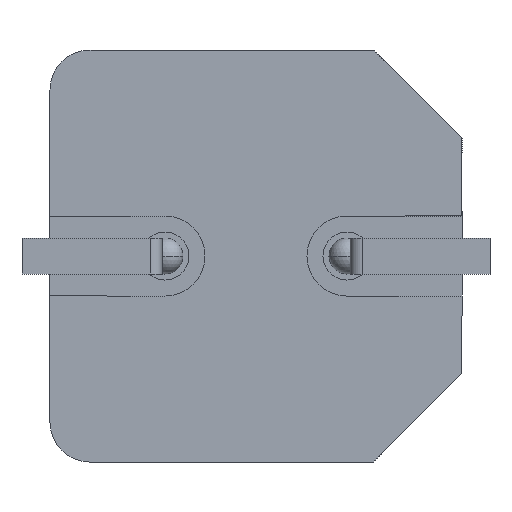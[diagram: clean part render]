
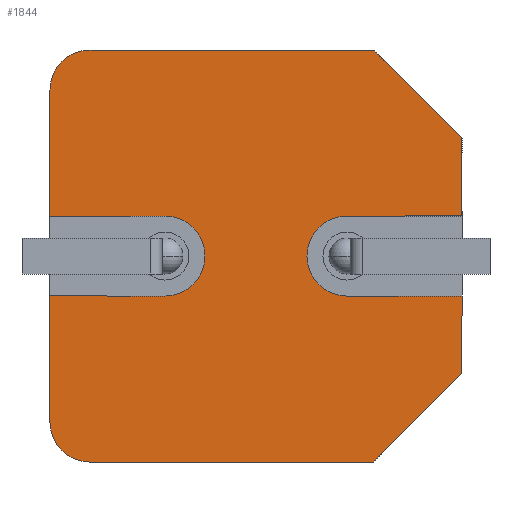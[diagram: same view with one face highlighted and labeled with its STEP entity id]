
A CAD part, front view. The second image highlights one B-rep face of the part: STEP entity #1844.
In plain terms, the highlighted planar face has unit normal (0, -1, 0).
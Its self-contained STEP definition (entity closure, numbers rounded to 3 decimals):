
#6 = CARTESIAN_POINT ( 'NONE',  ( -4.15, 0., -5.15 ) ) ;
#10 = CARTESIAN_POINT ( 'NONE',  ( -5.15, 0., -5.15 ) ) ;
#86 = AXIS2_PLACEMENT_3D ( 'NONE', #991, #1916, #2263 ) ;
#110 = VECTOR ( 'NONE', #2174, 1000. ) ;
#114 = CARTESIAN_POINT ( 'NONE',  ( 4.05, 0., 4.05 ) ) ;
#126 = VERTEX_POINT ( 'NONE', #1229 ) ;
#137 = CARTESIAN_POINT ( 'NONE',  ( -2.275, 0., 1. ) ) ;
#143 = VECTOR ( 'NONE', #2319, 1000. ) ;
#156 = VERTEX_POINT ( 'NONE', #1264 ) ;
#157 = ORIENTED_EDGE ( 'NONE', *, *, #281, .F. ) ;
#200 = EDGE_CURVE ( 'NONE', #156, #2078, #1557, .T. ) ;
#223 = DIRECTION ( 'NONE',  ( -1., 0., 0. ) ) ;
#239 = VERTEX_POINT ( 'NONE', #1133 ) ;
#240 = ORIENTED_EDGE ( 'NONE', *, *, #1988, .T. ) ;
#259 = LINE ( 'NONE', #114, #1468 ) ;
#281 = EDGE_CURVE ( 'NONE', #1361, #1626, #1180, .T. ) ;
#288 = ORIENTED_EDGE ( 'NONE', *, *, #1449, .T. ) ;
#317 = DIRECTION ( 'NONE',  ( -0.707, 0., 0.707 ) ) ;
#319 = DIRECTION ( 'NONE',  ( 0., 0., -1. ) ) ;
#371 = CARTESIAN_POINT ( 'NONE',  ( 4.05, 0., -4.05 ) ) ;
#382 = DIRECTION ( 'NONE',  ( -1., 0., 0. ) ) ;
#383 = VERTEX_POINT ( 'NONE', #980 ) ;
#393 = EDGE_CURVE ( 'NONE', #1367, #2078, #1358, .T. ) ;
#408 = LINE ( 'NONE', #1105, #2088 ) ;
#419 = VERTEX_POINT ( 'NONE', #800 ) ;
#440 = ORIENTED_EDGE ( 'NONE', *, *, #1420, .T. ) ;
#474 = EDGE_CURVE ( 'NONE', #126, #239, #1177, .T. ) ;
#482 = PLANE ( 'NONE',  #2270 ) ;
#489 = ORIENTED_EDGE ( 'NONE', *, *, #1415, .F. ) ;
#493 = VECTOR ( 'NONE', #2162, 1000. ) ;
#515 = VERTEX_POINT ( 'NONE', #998 ) ;
#555 = CIRCLE ( 'NONE', #1338, 1. ) ;
#657 = CARTESIAN_POINT ( 'NONE',  ( -5.15, 0., 1. ) ) ;
#683 = ORIENTED_EDGE ( 'NONE', *, *, #1377, .T. ) ;
#707 = EDGE_CURVE ( 'NONE', #515, #1207, #259, .T. ) ;
#715 = CARTESIAN_POINT ( 'NONE',  ( 2.275, 0., 0. ) ) ;
#743 = DIRECTION ( 'NONE',  ( 1., 0., 0. ) ) ;
#800 = CARTESIAN_POINT ( 'NONE',  ( 2.275, 0., 1. ) ) ;
#859 = DIRECTION ( 'NONE',  ( 0., -1., 0. ) ) ;
#867 = CARTESIAN_POINT ( 'NONE',  ( 5.15, 0., 1. ) ) ;
#877 = CARTESIAN_POINT ( 'NONE',  ( -5.15, 0., 4.15 ) ) ;
#908 = CARTESIAN_POINT ( 'NONE',  ( -5.15, 0., -4.15 ) ) ;
#940 = ORIENTED_EDGE ( 'NONE', *, *, #474, .F. ) ;
#980 = CARTESIAN_POINT ( 'NONE',  ( 5.15, 0., 1. ) ) ;
#987 = ORIENTED_EDGE ( 'NONE', *, *, #1225, .F. ) ;
#991 = CARTESIAN_POINT ( 'NONE',  ( -4.15, 0., 4.15 ) ) ;
#998 = CARTESIAN_POINT ( 'NONE',  ( 5.15, 0., 2.95 ) ) ;
#1054 = EDGE_CURVE ( 'NONE', #2192, #1389, #408, .T. ) ;
#1061 = CARTESIAN_POINT ( 'NONE',  ( -5.15, 0., -1. ) ) ;
#1088 = CIRCLE ( 'NONE', #1764, 1. ) ;
#1093 = VERTEX_POINT ( 'NONE', #1269 ) ;
#1102 = DIRECTION ( 'NONE',  ( 0., -1., 0. ) ) ;
#1105 = CARTESIAN_POINT ( 'NONE',  ( -5.15, 0., 5.15 ) ) ;
#1126 = CARTESIAN_POINT ( 'NONE',  ( -5.15, 0., 5.15 ) ) ;
#1133 = CARTESIAN_POINT ( 'NONE',  ( 5.15, 0., -2.95 ) ) ;
#1141 = VECTOR ( 'NONE', #319, 1000. ) ;
#1149 = CARTESIAN_POINT ( 'NONE',  ( 2.95, 0., 5.15 ) ) ;
#1177 = LINE ( 'NONE', #2146, #143 ) ;
#1180 = LINE ( 'NONE', #10, #2124 ) ;
#1195 = CARTESIAN_POINT ( 'NONE',  ( -2.275, 0., -1. ) ) ;
#1200 = LINE ( 'NONE', #371, #1522 ) ;
#1207 = VERTEX_POINT ( 'NONE', #1149 ) ;
#1225 = EDGE_CURVE ( 'NONE', #1562, #156, #2262, .T. ) ;
#1229 = CARTESIAN_POINT ( 'NONE',  ( 5.15, 0., -1. ) ) ;
#1264 = CARTESIAN_POINT ( 'NONE',  ( -5.15, 0., 1. ) ) ;
#1265 = AXIS2_PLACEMENT_3D ( 'NONE', #715, #1620, #1986 ) ;
#1269 = CARTESIAN_POINT ( 'NONE',  ( 2.275, 0., -1. ) ) ;
#1270 = VERTEX_POINT ( 'NONE', #1195 ) ;
#1302 = CARTESIAN_POINT ( 'NONE',  ( -2.275, 0., 0. ) ) ;
#1323 = LINE ( 'NONE', #2027, #2148 ) ;
#1327 = ORIENTED_EDGE ( 'NONE', *, *, #2212, .F. ) ;
#1338 = AXIS2_PLACEMENT_3D ( 'NONE', #1302, #1102, #1730 ) ;
#1343 = EDGE_LOOP ( 'NONE', ( #1865, #683, #157, #288, #940, #440, #240, #2083, #2282, #2130, #1327, #1527, #1708, #987, #489, #2256 ) ) ;
#1350 = CIRCLE ( 'NONE', #1265, 1. ) ;
#1358 = CIRCLE ( 'NONE', #86, 1. ) ;
#1361 = VERTEX_POINT ( 'NONE', #2182 ) ;
#1367 = VERTEX_POINT ( 'NONE', #1606 ) ;
#1377 = EDGE_CURVE ( 'NONE', #2192, #1626, #1088, .T. ) ;
#1389 = VERTEX_POINT ( 'NONE', #1061 ) ;
#1407 = EDGE_CURVE ( 'NONE', #419, #383, #1702, .T. ) ;
#1415 = EDGE_CURVE ( 'NONE', #1270, #1562, #555, .T. ) ;
#1420 = EDGE_CURVE ( 'NONE', #126, #1093, #1323, .T. ) ;
#1449 = EDGE_CURVE ( 'NONE', #1361, #239, #1200, .T. ) ;
#1456 = LINE ( 'NONE', #1590, #493 ) ;
#1468 = VECTOR ( 'NONE', #317, 1000. ) ;
#1517 = LINE ( 'NONE', #2395, #1141 ) ;
#1522 = VECTOR ( 'NONE', #1664, 1000. ) ;
#1527 = ORIENTED_EDGE ( 'NONE', *, *, #393, .T. ) ;
#1557 = LINE ( 'NONE', #1688, #1893 ) ;
#1562 = VERTEX_POINT ( 'NONE', #137 ) ;
#1573 = VECTOR ( 'NONE', #743, 1000. ) ;
#1590 = CARTESIAN_POINT ( 'NONE',  ( -5.15, 0., -1. ) ) ;
#1606 = CARTESIAN_POINT ( 'NONE',  ( -4.15, 0., 5.15 ) ) ;
#1620 = DIRECTION ( 'NONE',  ( 0., 1., 0. ) ) ;
#1626 = VERTEX_POINT ( 'NONE', #6 ) ;
#1664 = DIRECTION ( 'NONE',  ( 0.707, 0., 0.707 ) ) ;
#1670 = LINE ( 'NONE', #1126, #1573 ) ;
#1676 = DIRECTION ( 'NONE',  ( 0., 0., 1. ) ) ;
#1688 = CARTESIAN_POINT ( 'NONE',  ( -5.15, 0., 5.15 ) ) ;
#1694 = DIRECTION ( 'NONE',  ( 0., 0., 1. ) ) ;
#1702 = LINE ( 'NONE', #867, #110 ) ;
#1708 = ORIENTED_EDGE ( 'NONE', *, *, #200, .F. ) ;
#1730 = DIRECTION ( 'NONE',  ( 0., 0., -1. ) ) ;
#1762 = VECTOR ( 'NONE', #2309, 1000. ) ;
#1764 = AXIS2_PLACEMENT_3D ( 'NONE', #2347, #859, #1793 ) ;
#1772 = DIRECTION ( 'NONE',  ( 0., -1., 0. ) ) ;
#1793 = DIRECTION ( 'NONE',  ( 0., 0., -1. ) ) ;
#1844 = ADVANCED_FACE ( 'NONE', ( #2170 ), #482, .T. ) ;
#1865 = ORIENTED_EDGE ( 'NONE', *, *, #1054, .F. ) ;
#1893 = VECTOR ( 'NONE', #1694, 1000. ) ;
#1916 = DIRECTION ( 'NONE',  ( 0., -1., 0. ) ) ;
#1936 = EDGE_CURVE ( 'NONE', #1389, #1270, #1456, .T. ) ;
#1949 = DIRECTION ( 'NONE',  ( 0., 0., -1. ) ) ;
#1986 = DIRECTION ( 'NONE',  ( 0., 0., -1. ) ) ;
#1988 = EDGE_CURVE ( 'NONE', #1093, #419, #1350, .T. ) ;
#2027 = CARTESIAN_POINT ( 'NONE',  ( 5.15, 0., -1. ) ) ;
#2050 = EDGE_CURVE ( 'NONE', #515, #383, #1517, .T. ) ;
#2078 = VERTEX_POINT ( 'NONE', #877 ) ;
#2083 = ORIENTED_EDGE ( 'NONE', *, *, #1407, .T. ) ;
#2088 = VECTOR ( 'NONE', #1676, 1000. ) ;
#2124 = VECTOR ( 'NONE', #223, 1000. ) ;
#2130 = ORIENTED_EDGE ( 'NONE', *, *, #707, .T. ) ;
#2142 = CARTESIAN_POINT ( 'NONE',  ( 0., 0., 0. ) ) ;
#2146 = CARTESIAN_POINT ( 'NONE',  ( 5.15, 0., 5.15 ) ) ;
#2148 = VECTOR ( 'NONE', #382, 1000. ) ;
#2162 = DIRECTION ( 'NONE',  ( 1., 0., 0. ) ) ;
#2170 = FACE_OUTER_BOUND ( 'NONE', #1343, .T. ) ;
#2174 = DIRECTION ( 'NONE',  ( 1., 0., 0. ) ) ;
#2182 = CARTESIAN_POINT ( 'NONE',  ( 2.95, 0., -5.15 ) ) ;
#2192 = VERTEX_POINT ( 'NONE', #908 ) ;
#2212 = EDGE_CURVE ( 'NONE', #1367, #1207, #1670, .T. ) ;
#2256 = ORIENTED_EDGE ( 'NONE', *, *, #1936, .F. ) ;
#2262 = LINE ( 'NONE', #657, #1762 ) ;
#2263 = DIRECTION ( 'NONE',  ( 0., 0., -1. ) ) ;
#2270 = AXIS2_PLACEMENT_3D ( 'NONE', #2142, #1772, #1949 ) ;
#2282 = ORIENTED_EDGE ( 'NONE', *, *, #2050, .F. ) ;
#2309 = DIRECTION ( 'NONE',  ( -1., 0., 0. ) ) ;
#2319 = DIRECTION ( 'NONE',  ( 0., 0., -1. ) ) ;
#2347 = CARTESIAN_POINT ( 'NONE',  ( -4.15, 0., -4.15 ) ) ;
#2395 = CARTESIAN_POINT ( 'NONE',  ( 5.15, 0., 5.15 ) ) ;
